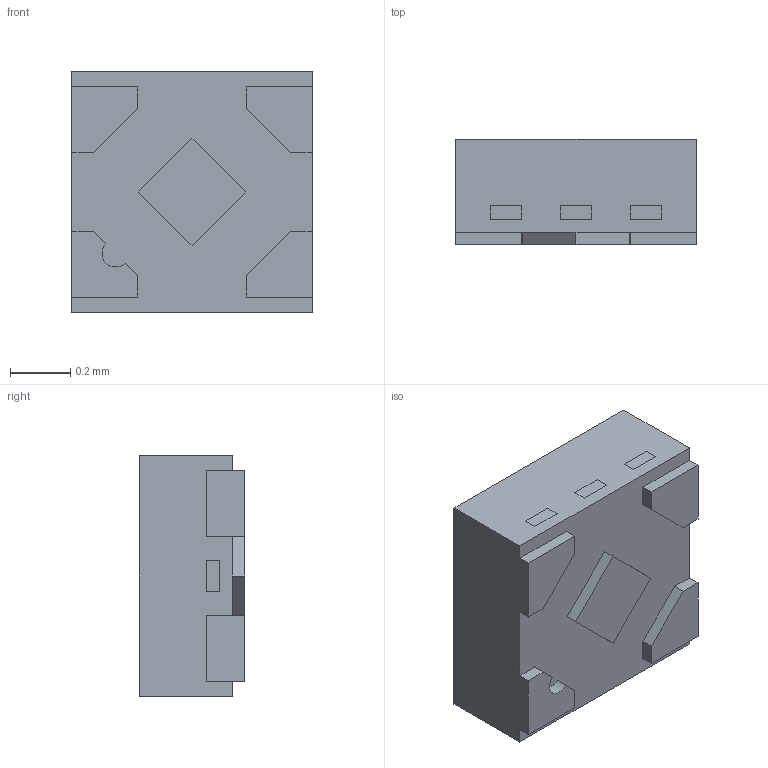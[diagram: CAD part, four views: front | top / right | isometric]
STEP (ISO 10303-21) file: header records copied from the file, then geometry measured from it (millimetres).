
FILE_DESCRIPTION (( 'STEP AP214' ), '1' );
FILE_NAME ('SOT1226.STEP', '2020-09-27T18:53:06', ( '' ), ( '' ), 'SwSTEP 2.0', 'SolidWorks 2017', '' );
FILE_SCHEMA (( 'AUTOMOTIVE_DESIGN' ));
Length unit declared in the file: millimetre
Products named in the file (1): SOT1226
Bounding box: 0.8 x 0.35 x 0.8 mm (x, y, z)
Volume: 0.2 mm3; surface area: 4.4 mm2
Topology: 2 solids, 2 shells, 125 faces, 408 edges, 272 vertices
Faces by surface type: plane 123, cylinder 2
Entity records: 4479 total; most frequent: ORIENTED_EDGE 816, CARTESIAN_POINT 806, DIRECTION 666, EDGE_CURVE 408, LINE 402, VECTOR 402, VERTEX_POINT 272, EDGE_LOOP 134
